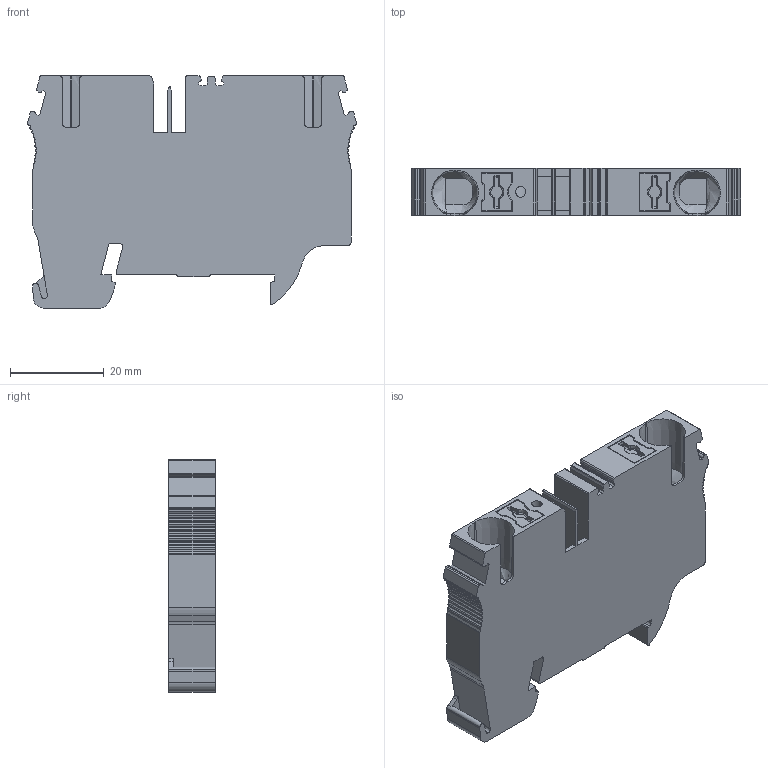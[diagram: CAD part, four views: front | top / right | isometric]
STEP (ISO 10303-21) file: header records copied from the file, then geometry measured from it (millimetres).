
FILE_DESCRIPTION(/* description */ ('Unknown'),/* implementation_level */ '2;1');
FILE_NAME(/* name */ 'PGQ10_SOLID',/* time_stamp */ '2023-01-09T14:16:17+06:00',/* author */ ('Unknown'),/* organization */ ('Unknown'),/* preprocessor_version */ 'ST-DEVELOPER v16.7',/* originating_system */ 'Solid Edge',/* authorisation */ 'Unknown');
FILE_SCHEMA (('AUTOMOTIVE_DESIGN {1 0 10303 214 3 1 1}'));
Length unit declared in the file: millimetre
Products named in the file (1): PGQ10_SOLID
Bounding box: 70.24 x 10 x 49.5 mm (x, y, z)
Volume: 24995.1 mm3; surface area: 11351.8 mm2
Topology: 1 solids, 1 shells, 367 faces, 1051 edges, 685 vertices
Faces by surface type: plane 174, cylinder 153, bspline 20, sphere 8, cone 8, torus 4
Entity records: 15002 total; most frequent: CARTESIAN_POINT 2809, ORIENTED_EDGE 2086, DIRECTION 1971, EDGE_CURVE 1043, VERTEX_POINT 685, AXIS2_PLACEMENT_3D 671, LINE 629, VECTOR 629
